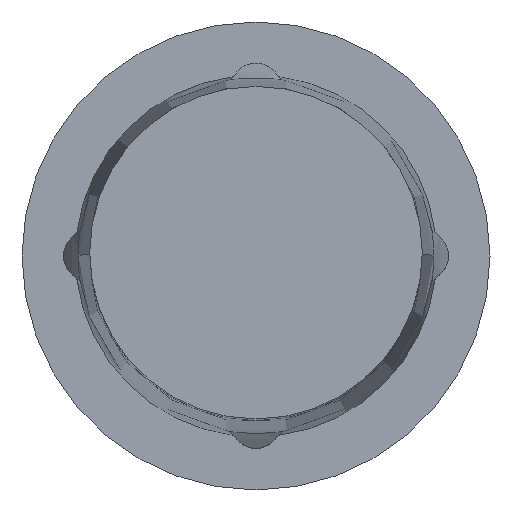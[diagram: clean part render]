
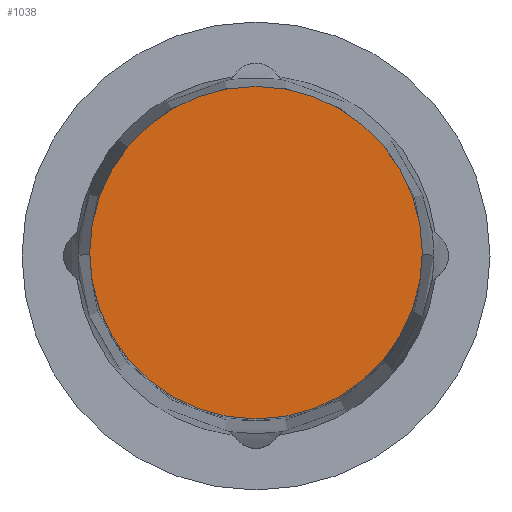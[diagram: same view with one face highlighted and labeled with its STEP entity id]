
A CAD part, top view. The second image highlights one B-rep face of the part: STEP entity #1038.
In plain terms, the highlighted planar face has unit normal (0, 0, 1).
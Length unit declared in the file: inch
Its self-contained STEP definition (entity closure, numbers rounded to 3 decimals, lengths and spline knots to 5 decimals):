
#435=CARTESIAN_POINT('',(0.,0.,0.83));
#436=DIRECTION('',(0.,0.,-1.));
#437=DIRECTION('',(1.,0.,0.));
#438=AXIS2_PLACEMENT_3D('',#435,#436,#437);
#444=CARTESIAN_POINT('',(0.,0.,0.83));
#445=DIRECTION('',(0.,0.,1.));
#446=DIRECTION('',(1.,0.,0.));
#447=AXIS2_PLACEMENT_3D('',#444,#445,#446);
#465=CARTESIAN_POINT('',(0.07,0.,0.83));
#467=VERTEX_POINT('',#465);
#469=CARTESIAN_POINT('',(-0.07,0.,0.83));
#471=VERTEX_POINT('',#469);
#1029=CARTESIAN_POINT('',(0.,0.,0.83));
#1030=DIRECTION('',(0.,0.,-1.));
#1031=DIRECTION('',(1.,0.,0.));
#1032=AXIS2_PLACEMENT_3D('',#1029,#1030,#1031);
#1033=PLANE('',#1032);
#1034=ORIENTED_EDGE('',*,*,#1022,.F.);
#1035=ORIENTED_EDGE('',*,*,#1011,.T.);
#1036=EDGE_LOOP('',(#1034,#1035));
#1037=FACE_OUTER_BOUND('',#1036,.F.);
#1038=ADVANCED_FACE('',(#1037),#1033,.F.);
#439=CIRCLE('',#438,0.07);
#448=CIRCLE('',#447,0.07);
#1011=EDGE_CURVE('',#467,#471,#439,.T.);
#1022=EDGE_CURVE('',#467,#471,#448,.T.);
